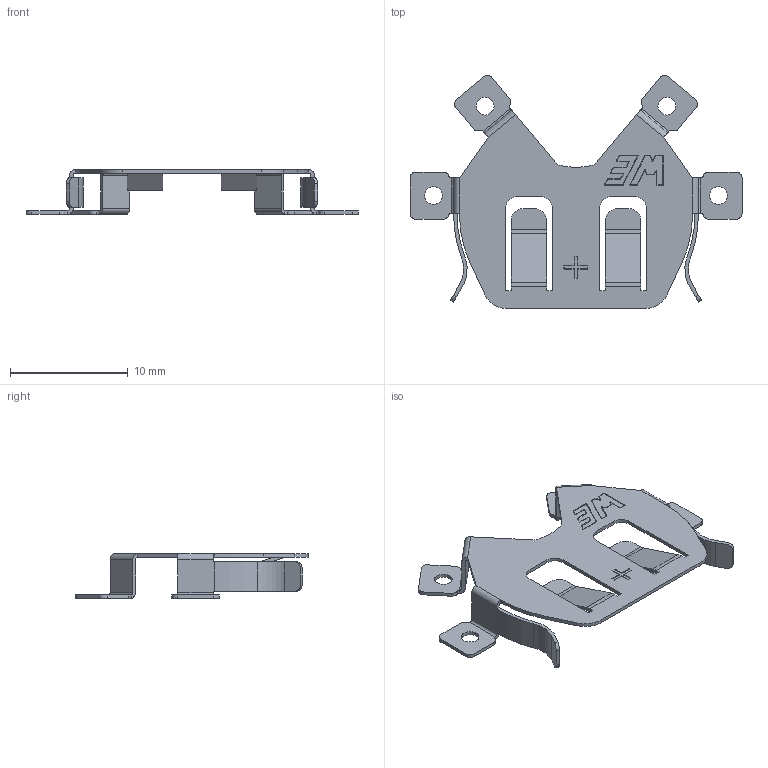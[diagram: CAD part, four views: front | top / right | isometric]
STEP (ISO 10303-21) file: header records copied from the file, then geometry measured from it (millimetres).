
FILE_DESCRIPTION(/* description */ ('Unknown'),/* implementation_level */ '2;1');
FILE_NAME(/* name */ 'A_Wurth_WA-BCMC_79523151',/* time_stamp */ '2026-01-07T14:38:28+08:00',/* author */ ('Unknown'),/* organization */ ('Unknown'),/* preprocessor_version */ 'ST-DEVELOPER v19.4',/* originating_system */ 'Solid Edge',/* authorisation */ 'Unknown');
FILE_SCHEMA (('AUTOMOTIVE_DESIGN {1 0 10303 214 3 1 1}'));
Length unit declared in the file: millimetre
Products named in the file (2): A_Wurth_WA-BCMC_79523151
Assembly tree (1 placements, depth 2):
  A_Wurth_WA-BCMC_79523151
    A_Wurth_WA-BCMC_79523151
Bounding box: 28.2 x 19.81 x 3.8 mm (x, y, z)
Volume: 110.7 mm3; surface area: 817.2 mm2
Topology: 1 solids, 1 shells, 387 faces, 978 edges, 559 vertices
Faces by surface type: cylinder 190, plane 123, torus 37, sphere 37
Full cylindrical faces by diameter (mm): 1.5 x4
Entity records: 11249 total; most frequent: DIRECTION 2128, CARTESIAN_POINT 1877, ORIENTED_EDGE 1866, EDGE_CURVE 933, AXIS2_PLACEMENT_3D 806, VERTEX_POINT 555, LINE 516, VECTOR 516
